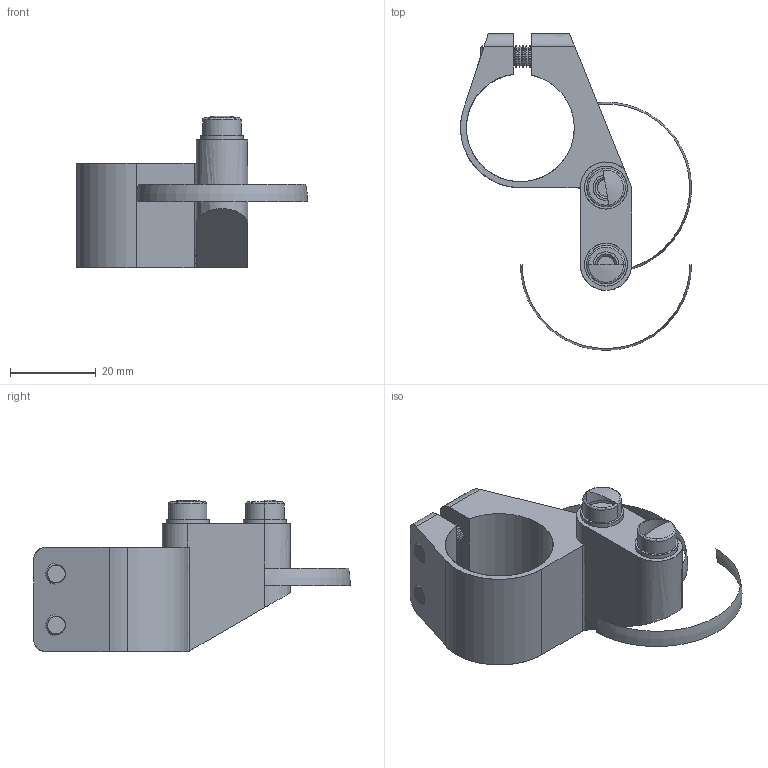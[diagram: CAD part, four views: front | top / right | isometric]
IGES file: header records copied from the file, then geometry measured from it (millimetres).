
Start section: SolidWorks IGES file using analytic representation for surfaces
Global section: file name: 60812-240-R.igs; native system: SolidWorks 2015; preprocessor: SolidWorks 2015; author: Christian; date: 180720.134521; units: millimetre
Bounding box: 54 x 74 x 35.5 mm (x, y, z)
Surface area: 11380.4 mm2 (no closed solid volume)
Topology: 0 solids, 0 shells, 587 faces, 5373 edges, 5367 vertices
Faces by surface type: bspline 314, revolution 273
